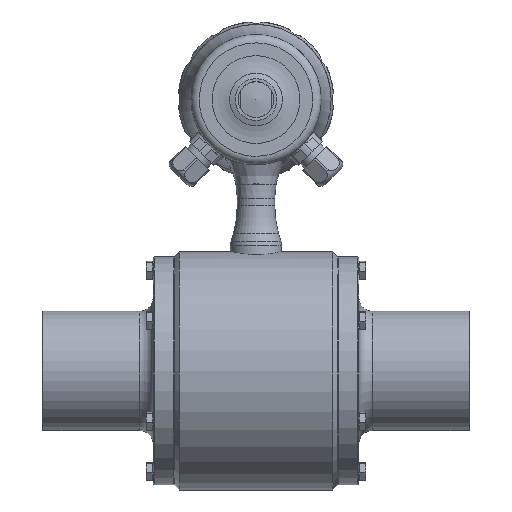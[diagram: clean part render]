
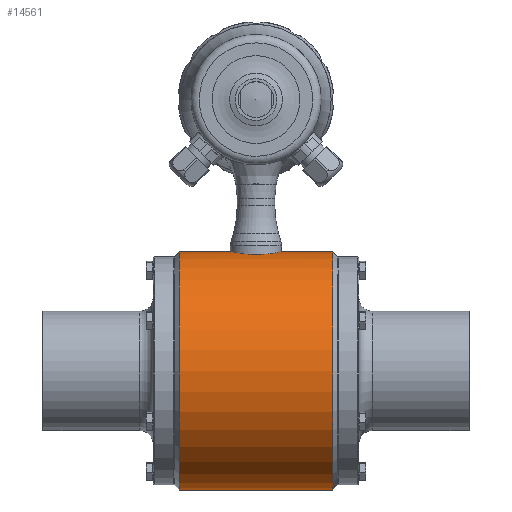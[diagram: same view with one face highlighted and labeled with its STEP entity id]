
A CAD part, left-side view. The second image highlights one B-rep face of the part: STEP entity #14561.
In plain terms, the highlighted cylindrical face has radius 69.85 mm (diameter 139.7 mm), a full revolution.
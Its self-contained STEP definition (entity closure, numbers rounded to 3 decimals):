
#351=B_SPLINE_CURVE_WITH_KNOTS('',3,(#22537,#22538,#22539,#22540,#22541,
#22542,#22543,#22544,#22545,#22546,#22547,#22548,#22549,#22550,#22551,#22552,
#22553,#22554,#22555),.UNSPECIFIED.,.T.,.F.,(1,1,1,1,1,1,1,1,1,1,1,1,1,
1,1,1,1,1,1,1,1,1,1),(-0.018,-0.012,-0.006,
0.,0.006,0.012,0.018,
0.024,0.029,0.035,0.041,
0.047,0.053,0.059,0.065,
0.071,0.076,0.082,0.088,
0.094,0.1,0.106,0.112),
 .UNSPECIFIED.);
#576=CYLINDRICAL_SURFACE('',#15539,69.85);
#4907=ORIENTED_EDGE('',*,*,#5924,.T.);
#4908=ORIENTED_EDGE('',*,*,#6487,.T.);
#4909=ORIENTED_EDGE('',*,*,#6486,.F.);
#5924=EDGE_CURVE('',#7102,#7102,#351,.T.);
#6486=EDGE_CURVE('',#7436,#7436,#7813,.T.);
#6487=EDGE_CURVE('',#7437,#7437,#7814,.T.);
#7102=VERTEX_POINT('',#22556);
#7436=VERTEX_POINT('',#24150);
#7437=VERTEX_POINT('',#24153);
#7813=CIRCLE('',#15538,69.85);
#7814=CIRCLE('',#15540,69.85);
#8481=EDGE_LOOP('',(#4907));
#8482=EDGE_LOOP('',(#4908));
#8483=EDGE_LOOP('',(#4909));
#9205=FACE_BOUND('',#8481,.T.);
#9206=FACE_BOUND('',#8482,.T.);
#9207=FACE_BOUND('',#8483,.T.);
#14561=ADVANCED_FACE('',(#9205,#9206,#9207),#576,.T.);
#15538=AXIS2_PLACEMENT_3D('',#24149,#18212,#18213);
#15539=AXIS2_PLACEMENT_3D('',#24151,#18214,#18215);
#15540=AXIS2_PLACEMENT_3D('',#24152,#18216,#18217);
#18212=DIRECTION('',(0.,1.,0.));
#18213=DIRECTION('',(0.,0.,-1.));
#18214=DIRECTION('',(0.,1.,0.));
#18215=DIRECTION('',(0.,0.,-1.));
#18216=DIRECTION('',(0.,1.,0.));
#18217=DIRECTION('',(0.,0.,-1.));
#22537=CARTESIAN_POINT('',(5.928,-14.205,69.673));
#22538=CARTESIAN_POINT('',(-0.005,-15.396,69.938));
#22539=CARTESIAN_POINT('',(-5.909,-14.21,69.674));
#22540=CARTESIAN_POINT('',(-10.883,-10.878,69.041));
#22541=CARTESIAN_POINT('',(-14.21,-5.908,68.401));
#22542=CARTESIAN_POINT('',(-15.393,-0.011,68.13));
#22543=CARTESIAN_POINT('',(-14.218,5.895,68.4));
#22544=CARTESIAN_POINT('',(-10.882,10.88,69.041));
#22545=CARTESIAN_POINT('',(-5.906,14.212,69.674));
#22546=CARTESIAN_POINT('',(-0.006,15.393,69.938));
#22547=CARTESIAN_POINT('',(5.895,14.216,69.675));
#22548=CARTESIAN_POINT('',(10.871,10.889,69.043));
#22549=CARTESIAN_POINT('',(14.207,5.919,68.402));
#22550=CARTESIAN_POINT('',(15.394,0.009,68.13));
#22551=CARTESIAN_POINT('',(14.216,-5.898,68.4));
#22552=CARTESIAN_POINT('',(10.886,-10.873,69.04));
#22553=CARTESIAN_POINT('',(5.928,-14.205,69.673));
#22554=CARTESIAN_POINT('',(-0.005,-15.396,69.938));
#22555=CARTESIAN_POINT('',(-5.909,-14.21,69.674));
#22556=CARTESIAN_POINT('',(0.,-15.,69.85));
#24149=CARTESIAN_POINT('',(0.,45.,0.));
#24150=CARTESIAN_POINT('',(0.,45.,-69.85));
#24151=CARTESIAN_POINT('',(0.,45.,0.));
#24152=CARTESIAN_POINT('',(0.,-45.,0.));
#24153=CARTESIAN_POINT('',(0.,-45.,-69.85));
